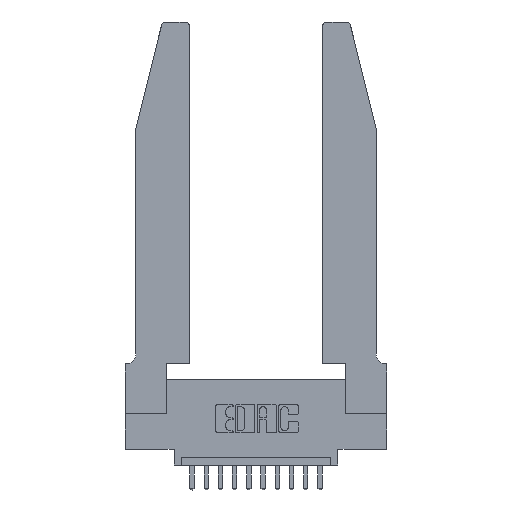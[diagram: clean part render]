
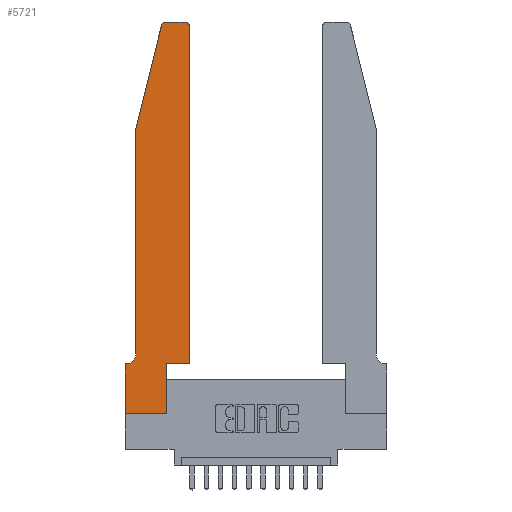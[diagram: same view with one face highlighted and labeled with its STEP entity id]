
A CAD part, top view. The second image highlights one B-rep face of the part: STEP entity #5721.
In plain terms, the highlighted planar face has unit normal (0, 0, 1).
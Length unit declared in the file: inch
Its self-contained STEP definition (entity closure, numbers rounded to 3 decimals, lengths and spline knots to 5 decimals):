
#54 = CIRCLE ( 'NONE', #3736, 0.07 ) ;
#267 = CARTESIAN_POINT ( 'NONE',  ( 0.0755, 2., 0.37 ) ) ;
#320 = CARTESIAN_POINT ( 'NONE',  ( 0.0755, 0.35, 0.37 ) ) ;
#479 = DIRECTION ( 'NONE',  ( -1., 0., 0. ) ) ;
#1132 = CARTESIAN_POINT ( 'NONE',  ( 0., 0.35, 0.37 ) ) ;
#1157 = CARTESIAN_POINT ( 'NONE',  ( 0.2865, 0.35, 0.37 ) ) ;
#1181 = VERTEX_POINT ( 'NONE', #1132 ) ;
#1235 = DIRECTION ( 'NONE',  ( 0., -1., 0. ) ) ;
#1304 = CARTESIAN_POINT ( 'NONE',  ( 0.4505, 0.35, 0.37 ) ) ;
#1608 = CARTESIAN_POINT ( 'NONE',  ( 0.4205, 2.72, 0.37 ) ) ;
#1665 = DIRECTION ( 'NONE',  ( 0., 0., 1. ) ) ;
#1686 = LINE ( 'NONE', #10266, #14689 ) ;
#1894 = CARTESIAN_POINT ( 'NONE',  ( 0.25487, 2.72718, 0.37 ) ) ;
#1944 = EDGE_CURVE ( 'NONE', #10923, #7935, #8145, .T. ) ;
#2338 = ORIENTED_EDGE ( 'NONE', *, *, #4447, .T. ) ;
#2496 = DIRECTION ( 'NONE',  ( 1., 0., 0. ) ) ;
#2800 = ORIENTED_EDGE ( 'NONE', *, *, #9460, .T. ) ;
#2837 = CARTESIAN_POINT ( 'NONE',  ( 0.0055, 0.35, 0.37 ) ) ;
#2975 = LINE ( 'NONE', #8656, #16601 ) ;
#3234 = VERTEX_POINT ( 'NONE', #15680 ) ;
#3736 = AXIS2_PLACEMENT_3D ( 'NONE', #9432, #10618, #10684 ) ;
#4317 = DIRECTION ( 'NONE',  ( 0., 0., 1. ) ) ;
#4349 = EDGE_CURVE ( 'NONE', #14075, #5746, #14594, .T. ) ;
#4409 = EDGE_LOOP ( 'NONE', ( #4493, #5164, #2338, #16544, #10844, #6991, #11255, #2800, #15069, #13608, #4634, #6195 ) ) ;
#4420 = VECTOR ( 'NONE', #13633, 39.37008 ) ;
#4447 = EDGE_CURVE ( 'NONE', #9953, #14075, #2975, .T. ) ;
#4493 = ORIENTED_EDGE ( 'NONE', *, *, #10744, .T. ) ;
#4515 = CARTESIAN_POINT ( 'NONE',  ( 0.0755, 0.42, 0.37 ) ) ;
#4614 = CIRCLE ( 'NONE', #8242, 0.03 ) ;
#4634 = ORIENTED_EDGE ( 'NONE', *, *, #16114, .T. ) ;
#4816 = VERTEX_POINT ( 'NONE', #12759 ) ;
#4852 = VERTEX_POINT ( 'NONE', #2837 ) ;
#5164 = ORIENTED_EDGE ( 'NONE', *, *, #5968, .T. ) ;
#5270 = PLANE ( 'NONE',  #14545 ) ;
#5695 = DIRECTION ( 'NONE',  ( 1., 0., 0. ) ) ;
#5721 = ADVANCED_FACE ( 'NONE', ( #10766 ), #5270, .T. ) ;
#5746 = VERTEX_POINT ( 'NONE', #4515 ) ;
#5782 = LINE ( 'NONE', #320, #6609 ) ;
#5968 = EDGE_CURVE ( 'NONE', #13886, #9953, #4614, .T. ) ;
#6023 = EDGE_CURVE ( 'NONE', #1181, #9045, #8319, .T. ) ;
#6084 = DIRECTION ( 'NONE',  ( -1., 0., 0. ) ) ;
#6195 = ORIENTED_EDGE ( 'NONE', *, *, #15180, .T. ) ;
#6302 = AXIS2_PLACEMENT_3D ( 'NONE', #1608, #1665, #5695 ) ;
#6609 = VECTOR ( 'NONE', #479, 39.37008 ) ;
#6873 = CARTESIAN_POINT ( 'NONE',  ( 0.284, 2.72, 0.37 ) ) ;
#6991 = ORIENTED_EDGE ( 'NONE', *, *, #8083, .T. ) ;
#7345 = LINE ( 'NONE', #8589, #16691 ) ;
#7889 = LINE ( 'NONE', #8507, #4420 ) ;
#7935 = VERTEX_POINT ( 'NONE', #8649 ) ;
#8083 = EDGE_CURVE ( 'NONE', #4852, #1181, #5782, .T. ) ;
#8145 = LINE ( 'NONE', #8902, #12420 ) ;
#8242 = AXIS2_PLACEMENT_3D ( 'NONE', #6873, #4317, #11969 ) ;
#8319 = LINE ( 'NONE', #11598, #10963 ) ;
#8376 = DIRECTION ( 'NONE',  ( 0., -1., 0. ) ) ;
#8507 = CARTESIAN_POINT ( 'NONE',  ( 0.2865, 0.35, 0.37 ) ) ;
#8589 = CARTESIAN_POINT ( 'NONE',  ( 0.2605, 2.75, 0.37 ) ) ;
#8649 = CARTESIAN_POINT ( 'NONE',  ( 0.4505, 0.35, 0.37 ) ) ;
#8656 = CARTESIAN_POINT ( 'NONE',  ( 0.0755, 2., 0.37 ) ) ;
#8723 = CARTESIAN_POINT ( 'NONE',  ( 0.0755, 2., 0.37 ) ) ;
#8802 = DIRECTION ( 'NONE',  ( 0., 0., 1. ) ) ;
#8902 = CARTESIAN_POINT ( 'NONE',  ( 0.4505, 0.35, 0.37 ) ) ;
#8920 = EDGE_CURVE ( 'NONE', #5746, #4852, #54, .T. ) ;
#9045 = VERTEX_POINT ( 'NONE', #15459 ) ;
#9432 = CARTESIAN_POINT ( 'NONE',  ( 0.0055, 0.42, 0.37 ) ) ;
#9436 = VERTEX_POINT ( 'NONE', #15386 ) ;
#9460 = EDGE_CURVE ( 'NONE', #9045, #4816, #1686, .T. ) ;
#9805 = DIRECTION ( 'NONE',  ( 1., 0., 0. ) ) ;
#9881 = DIRECTION ( 'NONE',  ( 1., 0., 0. ) ) ;
#9953 = VERTEX_POINT ( 'NONE', #1894 ) ;
#10026 = LINE ( 'NONE', #1304, #16081 ) ;
#10080 = DIRECTION ( 'NONE',  ( 0., 1., 0. ) ) ;
#10266 = CARTESIAN_POINT ( 'NONE',  ( 0., 0., 0.37 ) ) ;
#10618 = DIRECTION ( 'NONE',  ( 0., 0., -1. ) ) ;
#10684 = DIRECTION ( 'NONE',  ( -1., 0., 0. ) ) ;
#10744 = EDGE_CURVE ( 'NONE', #9436, #13886, #7345, .T. ) ;
#10766 = FACE_OUTER_BOUND ( 'NONE', #4409, .T. ) ;
#10844 = ORIENTED_EDGE ( 'NONE', *, *, #8920, .T. ) ;
#10923 = VERTEX_POINT ( 'NONE', #1157 ) ;
#10963 = VECTOR ( 'NONE', #1235, 39.37008 ) ;
#11255 = ORIENTED_EDGE ( 'NONE', *, *, #6023, .T. ) ;
#11598 = CARTESIAN_POINT ( 'NONE',  ( 0., 0., 0.37 ) ) ;
#11969 = DIRECTION ( 'NONE',  ( 1., 0., 0. ) ) ;
#12420 = VECTOR ( 'NONE', #2496, 39.37008 ) ;
#12759 = CARTESIAN_POINT ( 'NONE',  ( 0.2865, 0., 0.37 ) ) ;
#13168 = EDGE_CURVE ( 'NONE', #4816, #10923, #7889, .T. ) ;
#13608 = ORIENTED_EDGE ( 'NONE', *, *, #1944, .T. ) ;
#13633 = DIRECTION ( 'NONE',  ( 0., 1., 0. ) ) ;
#13886 = VERTEX_POINT ( 'NONE', #13997 ) ;
#13921 = CIRCLE ( 'NONE', #6302, 0.03 ) ;
#13997 = CARTESIAN_POINT ( 'NONE',  ( 0.284, 2.75, 0.37 ) ) ;
#14075 = VERTEX_POINT ( 'NONE', #267 ) ;
#14545 = AXIS2_PLACEMENT_3D ( 'NONE', #16613, #8802, #9881 ) ;
#14594 = LINE ( 'NONE', #8723, #14773 ) ;
#14689 = VECTOR ( 'NONE', #9805, 39.37008 ) ;
#14773 = VECTOR ( 'NONE', #8376, 39.37008 ) ;
#15069 = ORIENTED_EDGE ( 'NONE', *, *, #13168, .T. ) ;
#15180 = EDGE_CURVE ( 'NONE', #3234, #9436, #13921, .T. ) ;
#15386 = CARTESIAN_POINT ( 'NONE',  ( 0.4205, 2.75, 0.37 ) ) ;
#15459 = CARTESIAN_POINT ( 'NONE',  ( 0., 0., 0.37 ) ) ;
#15680 = CARTESIAN_POINT ( 'NONE',  ( 0.4505, 2.72, 0.37 ) ) ;
#16081 = VECTOR ( 'NONE', #10080, 39.37008 ) ;
#16114 = EDGE_CURVE ( 'NONE', #7935, #3234, #10026, .T. ) ;
#16544 = ORIENTED_EDGE ( 'NONE', *, *, #4349, .T. ) ;
#16601 = VECTOR ( 'NONE', #16801, 39.37008 ) ;
#16613 = CARTESIAN_POINT ( 'NONE',  ( 0., 0.35, 0.37 ) ) ;
#16691 = VECTOR ( 'NONE', #6084, 39.37008 ) ;
#16801 = DIRECTION ( 'NONE',  ( -0.239, -0.971, 0. ) ) ;
